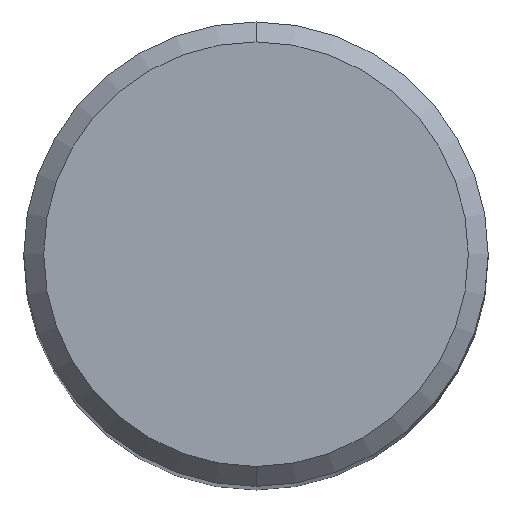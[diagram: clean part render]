
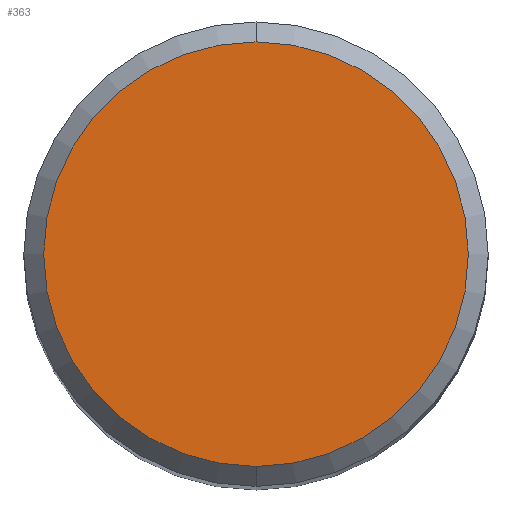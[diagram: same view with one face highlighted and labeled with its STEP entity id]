
A CAD part, top view. The second image highlights one B-rep face of the part: STEP entity #363.
In plain terms, the highlighted planar face has unit normal (0, 0, 1).
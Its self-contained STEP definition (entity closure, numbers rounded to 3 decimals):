
#247=VERTEX_POINT('',#561);
#283=VERTEX_POINT('',#599);
#319=EDGE_CURVE('',#283,#247,#638,.T.);
#363=ADVANCED_FACE('',(#683),#684,.T.);
#397=EDGE_CURVE('',#247,#283,#720,.T.);
#561=CARTESIAN_POINT('',(0.0,6.4,0.0));
#599=CARTESIAN_POINT('',(0.,-6.4,0.0));
#638=CIRCLE('',#1165,6.4);
#683=FACE_OUTER_BOUND('',#1292,.T.);
#684=PLANE('',#1293);
#720=CIRCLE('',#1359,6.4);
#1165=AXIS2_PLACEMENT_3D('',#1670,#1671,#1672);
#1292=EDGE_LOOP('',(#1705,#1706));
#1293=AXIS2_PLACEMENT_3D('',#1707,#1708,#1709);
#1359=AXIS2_PLACEMENT_3D('',#1742,#1743,#1744);
#1670=CARTESIAN_POINT('',(0.0,0.0,0.0));
#1671=DIRECTION('',(0.0,0.0,-1.0));
#1672=DIRECTION('',(0.0,1.0,0.0));
#1705=ORIENTED_EDGE('',*,*,#397,.F.);
#1706=ORIENTED_EDGE('',*,*,#319,.F.);
#1707=CARTESIAN_POINT('',(0.0,3.2,0.0));
#1708=DIRECTION('',(-0.0,0.0,1.0));
#1709=DIRECTION('',(0.0,-1.0,0.0));
#1742=CARTESIAN_POINT('',(0.0,0.0,0.0));
#1743=DIRECTION('',(0.0,0.0,-1.0));
#1744=DIRECTION('',(0.0,1.0,0.0));
